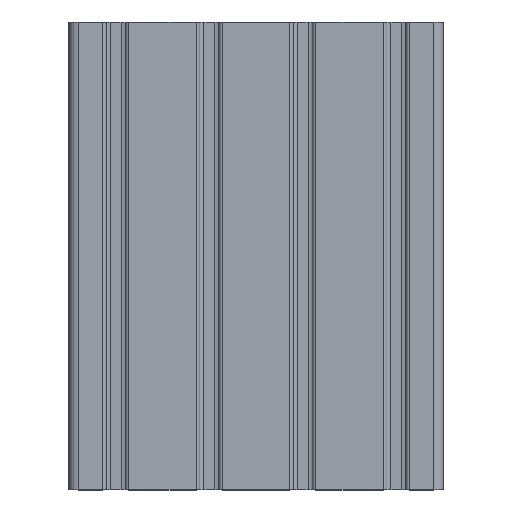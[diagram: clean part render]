
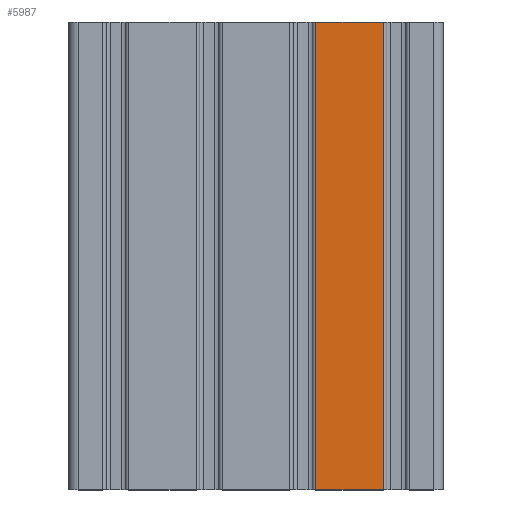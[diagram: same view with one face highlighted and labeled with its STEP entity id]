
A CAD part, top view. The second image highlights one B-rep face of the part: STEP entity #5987.
In plain terms, the highlighted planar face has unit normal (0, 0, 1).
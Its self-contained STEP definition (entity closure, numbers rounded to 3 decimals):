
#80=PLANE('',#6377);
#247=FACE_OUTER_BOUND('',#561,.T.);
#561=EDGE_LOOP('',(#4157,#4158,#4159,#4160));
#977=LINE('',#9275,#1537);
#978=LINE('',#9279,#1538);
#979=LINE('',#9281,#1539);
#980=LINE('',#9282,#1540);
#1537=VECTOR('',#7343,200.);
#1538=VECTOR('',#7348,28.8);
#1539=VECTOR('',#7349,200.);
#1540=VECTOR('',#7350,28.8);
#2473=VERTEX_POINT('',#9272);
#2474=VERTEX_POINT('',#9274);
#2475=VERTEX_POINT('',#9278);
#2476=VERTEX_POINT('',#9280);
#3162=EDGE_CURVE('',#2474,#2473,#977,.T.);
#3164=EDGE_CURVE('',#2473,#2475,#978,.T.);
#3165=EDGE_CURVE('',#2476,#2475,#979,.T.);
#3166=EDGE_CURVE('',#2474,#2476,#980,.T.);
#4157=ORIENTED_EDGE('',*,*,#3164,.T.);
#4158=ORIENTED_EDGE('',*,*,#3165,.F.);
#4159=ORIENTED_EDGE('',*,*,#3166,.F.);
#4160=ORIENTED_EDGE('',*,*,#3162,.T.);
#5987=ADVANCED_FACE('',(#247),#80,.T.);
#6377=AXIS2_PLACEMENT_3D('',#9277,#7346,#7347);
#7343=DIRECTION('',(0.,1.,0.));
#7346=DIRECTION('center_axis',(0.,0.,1.));
#7347=DIRECTION('ref_axis',(1.,0.,0.));
#7348=DIRECTION('',(-1.,0.,0.));
#7349=DIRECTION('',(0.,1.,0.));
#7350=DIRECTION('',(-1.,0.,0.));
#9272=CARTESIAN_POINT('',(54.4,200.,40.));
#9274=CARTESIAN_POINT('',(54.4,0.,40.));
#9275=CARTESIAN_POINT('',(54.4,0.,40.));
#9277=CARTESIAN_POINT('Origin',(25.6,0.,40.));
#9278=CARTESIAN_POINT('',(25.6,200.,40.));
#9279=CARTESIAN_POINT('',(12.8,200.,40.));
#9280=CARTESIAN_POINT('',(25.6,0.,40.));
#9281=CARTESIAN_POINT('',(25.6,0.,40.));
#9282=CARTESIAN_POINT('',(12.8,0.,40.));
